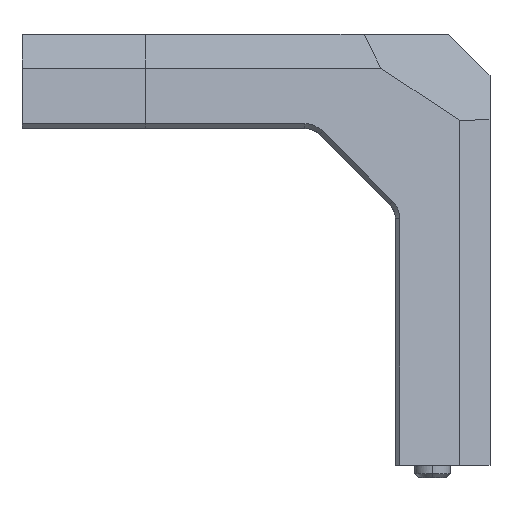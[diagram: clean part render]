
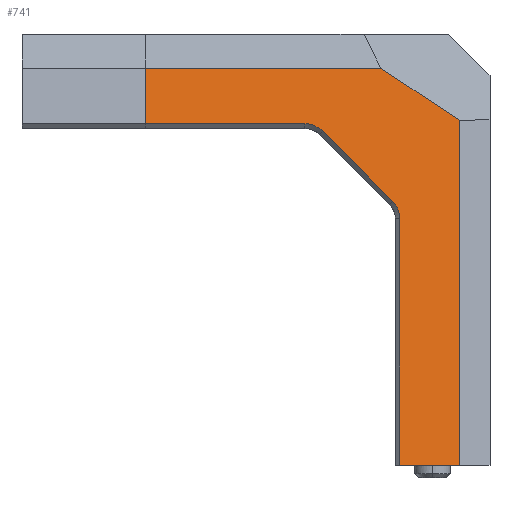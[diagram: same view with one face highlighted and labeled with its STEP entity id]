
A CAD part, left-side view. The second image highlights one B-rep face of the part: STEP entity #741.
In plain terms, the highlighted planar face has unit normal (-0.985, 0, 0.174).
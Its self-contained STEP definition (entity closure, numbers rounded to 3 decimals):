
#6 = EDGE_CURVE ( 'NONE', #3436, #4207, #3846, .T. ) ;
#159 = CARTESIAN_POINT ( 'NONE',  ( 1.747, 51.735, 37.283 ) ) ;
#312 = CARTESIAN_POINT ( 'NONE',  ( 4.44, 37.494, 52.558 ) ) ;
#327 = EDGE_CURVE ( 'NONE', #342, #1407, #3117, .T. ) ;
#342 = VERTEX_POINT ( 'NONE', #1681 ) ;
#376 = CARTESIAN_POINT ( 'NONE',  ( 5.897, 164.906, 60.822 ) ) ;
#448 = CARTESIAN_POINT ( 'NONE',  ( 4.44, 164.906, 52.558 ) ) ;
#508 = VECTOR ( 'NONE', #2382, 1000. ) ;
#596 = EDGE_LOOP ( 'NONE', ( #2571, #2522, #3788, #3885, #2101, #3867, #4069, #2354, #1935, #1982 ) ) ;
#601 = CARTESIAN_POINT ( 'NONE',  ( 1.747, 51.735, 37.283 ) ) ;
#605 = DIRECTION ( 'NONE',  ( -0.174, 0., -0.985 ) ) ;
#627 = CARTESIAN_POINT ( 'NONE',  ( 5.897, 32.906, 60.822 ) ) ;
#653 = LINE ( 'NONE', #1617, #2115 ) ;
#659 = CARTESIAN_POINT ( 'NONE',  ( -1.28, 34.565, 20.113 ) ) ;
#741 = ADVANCED_FACE ( 'NONE', ( #3371 ), #2242, .T. ) ;
#788 = CARTESIAN_POINT ( 'NONE',  ( -2.011, 32.906, 15.97 ) ) ;
#866 = CARTESIAN_POINT ( 'NONE',  ( -1.263, 34.664, 20.212 ) ) ;
#903 = VECTOR ( 'NONE', #4164, 1000. ) ;
#1157 = LINE ( 'NONE', #448, #1447 ) ;
#1221 = VERTEX_POINT ( 'NONE', #866 ) ;
#1234 = CARTESIAN_POINT ( 'NONE',  ( 2.058, 54.405, 39.047 ) ) ;
#1235 = LINE ( 'NONE', #3504, #1438 ) ;
#1273 = CARTESIAN_POINT ( 'NONE',  ( -12.617, 164.906, -44.178 ) ) ;
#1404 = VERTEX_POINT ( 'NONE', #3231 ) ;
#1407 = VERTEX_POINT ( 'NONE', #2164 ) ;
#1438 = VECTOR ( 'NONE', #2677, 1000. ) ;
#1447 = VECTOR ( 'NONE', #3004, 1000. ) ;
#1466 = EDGE_CURVE ( 'NONE', #1221, #2166, #2272, .T. ) ;
#1497 = CARTESIAN_POINT ( 'NONE',  ( -1.263, 34.664, 20.212 ) ) ;
#1603 = EDGE_CURVE ( 'NONE', #1407, #1404, #653, .T. ) ;
#1617 = CARTESIAN_POINT ( 'NONE',  ( 5.897, 18.406, 60.822 ) ) ;
#1681 = CARTESIAN_POINT ( 'NONE',  ( -12.617, 32.906, -44.178 ) ) ;
#1800 = LINE ( 'NONE', #659, #3343 ) ;
#1856 = DIRECTION ( 'NONE',  ( 0., 1., 0. ) ) ;
#1935 = ORIENTED_EDGE ( 'NONE', *, *, #2257, .F. ) ;
#1982 = ORIENTED_EDGE ( 'NONE', *, *, #3215, .T. ) ;
#2101 = ORIENTED_EDGE ( 'NONE', *, *, #1466, .T. ) ;
#2115 = VECTOR ( 'NONE', #4734, 1000. ) ;
#2164 = CARTESIAN_POINT ( 'NONE',  ( -12.617, 18.406, -44.178 ) ) ;
#2166 = VERTEX_POINT ( 'NONE', #4148 ) ;
#2188 = VERTEX_POINT ( 'NONE', #312 ) ;
#2242 = PLANE ( 'NONE',  #3559 ) ;
#2257 = EDGE_CURVE ( 'NONE', #2188, #1404, #1235, .T. ) ;
#2269 = CARTESIAN_POINT ( 'NONE',  ( 5.897, 94.906, 60.822 ) ) ;
#2272 = B_SPLINE_CURVE_WITH_KNOTS ( 'NONE', 3,
 ( #1497, #2286, #2612, #788 ),
 .UNSPECIFIED., .F., .F.,
 ( 4, 4 ),
 ( 0., 1. ),
 .UNSPECIFIED. ) ;
#2286 = CARTESIAN_POINT ( 'NONE',  ( -1.458, 33.547, 19.105 ) ) ;
#2354 = ORIENTED_EDGE ( 'NONE', *, *, #1603, .T. ) ;
#2382 = DIRECTION ( 'NONE',  ( 0., -1., 0. ) ) ;
#2420 = B_SPLINE_CURVE_WITH_KNOTS ( 'NONE', 3,
 ( #3056, #1234, #4244, #159 ),
 .UNSPECIFIED., .F., .F.,
 ( 4, 4 ),
 ( 0., 1. ),
 .UNSPECIFIED. ) ;
#2522 = ORIENTED_EDGE ( 'NONE', *, *, #6, .T. ) ;
#2571 = ORIENTED_EDGE ( 'NONE', *, *, #3187, .F. ) ;
#2612 = CARTESIAN_POINT ( 'NONE',  ( -1.734, 32.9, 17.543 ) ) ;
#2677 = DIRECTION ( 'NONE',  ( -0.097, -0.83, -0.55 ) ) ;
#2737 = CARTESIAN_POINT ( 'NONE',  ( 2.057, 164.906, 39.041 ) ) ;
#2859 = VERTEX_POINT ( 'NONE', #3644 ) ;
#2906 = DIRECTION ( 'NONE',  ( -0.985, 0., 0.174 ) ) ;
#3004 = DIRECTION ( 'NONE',  ( 0., 1., 0. ) ) ;
#3050 = VERTEX_POINT ( 'NONE', #601 ) ;
#3056 = CARTESIAN_POINT ( 'NONE',  ( 2.057, 55.977, 39.041 ) ) ;
#3097 = CARTESIAN_POINT ( 'NONE',  ( 2.057, 94.906, 39.041 ) ) ;
#3117 = LINE ( 'NONE', #1273, #508 ) ;
#3187 = EDGE_CURVE ( 'NONE', #3436, #2859, #4533, .T. ) ;
#3197 = VECTOR ( 'NONE', #4235, 1000. ) ;
#3215 = EDGE_CURVE ( 'NONE', #2188, #2859, #1157, .T. ) ;
#3231 = CARTESIAN_POINT ( 'NONE',  ( 2.21, 18.406, 39.909 ) ) ;
#3283 = CARTESIAN_POINT ( 'NONE',  ( 2.057, 55.977, 39.041 ) ) ;
#3343 = VECTOR ( 'NONE', #4780, 1000. ) ;
#3352 = VECTOR ( 'NONE', #605, 1000. ) ;
#3371 = FACE_OUTER_BOUND ( 'NONE', #596, .T. ) ;
#3436 = VERTEX_POINT ( 'NONE', #3097 ) ;
#3504 = CARTESIAN_POINT ( 'NONE',  ( 15.142, 129.083, 113.251 ) ) ;
#3559 = AXIS2_PLACEMENT_3D ( 'NONE', #376, #2906, #1856 ) ;
#3644 = CARTESIAN_POINT ( 'NONE',  ( 4.44, 94.906, 52.558 ) ) ;
#3788 = ORIENTED_EDGE ( 'NONE', *, *, #4116, .T. ) ;
#3846 = LINE ( 'NONE', #2737, #3197 ) ;
#3867 = ORIENTED_EDGE ( 'NONE', *, *, #4198, .T. ) ;
#3885 = ORIENTED_EDGE ( 'NONE', *, *, #4793, .T. ) ;
#4069 = ORIENTED_EDGE ( 'NONE', *, *, #327, .T. ) ;
#4116 = EDGE_CURVE ( 'NONE', #4207, #3050, #2420, .T. ) ;
#4148 = CARTESIAN_POINT ( 'NONE',  ( -2.011, 32.906, 15.97 ) ) ;
#4164 = DIRECTION ( 'NONE',  ( 0.174, 0., 0.985 ) ) ;
#4198 = EDGE_CURVE ( 'NONE', #2166, #342, #4292, .T. ) ;
#4207 = VERTEX_POINT ( 'NONE', #3283 ) ;
#4235 = DIRECTION ( 'NONE',  ( 0., -1., 0. ) ) ;
#4244 = CARTESIAN_POINT ( 'NONE',  ( 1.944, 52.843, 38.401 ) ) ;
#4292 = LINE ( 'NONE', #627, #3352 ) ;
#4533 = LINE ( 'NONE', #2269, #903 ) ;
#4734 = DIRECTION ( 'NONE',  ( 0.174, 0., 0.985 ) ) ;
#4780 = DIRECTION ( 'NONE',  ( -0.124, -0.702, -0.702 ) ) ;
#4793 = EDGE_CURVE ( 'NONE', #3050, #1221, #1800, .T. ) ;
